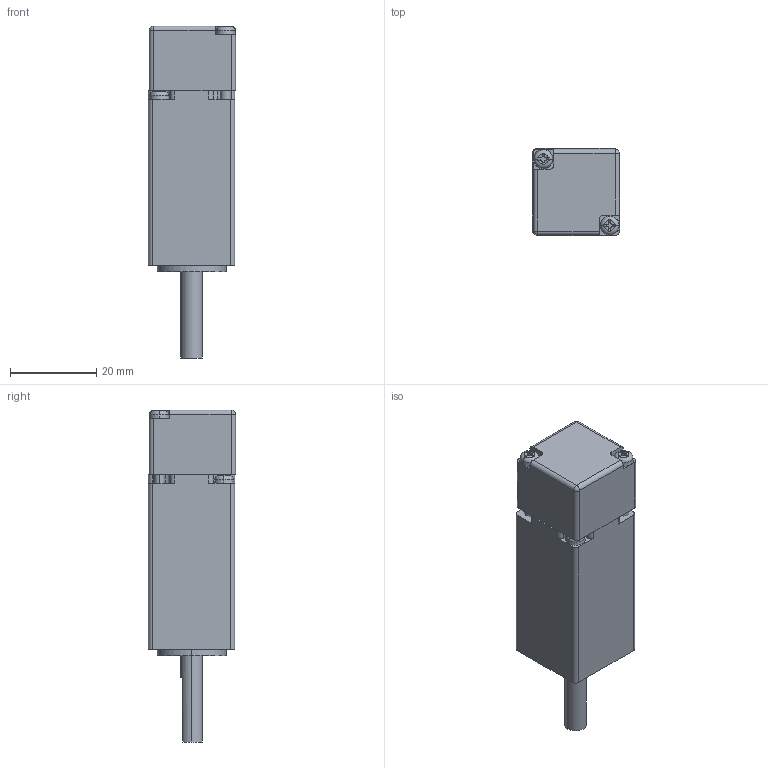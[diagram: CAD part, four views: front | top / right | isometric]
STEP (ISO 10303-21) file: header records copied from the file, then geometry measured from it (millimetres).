
FILE_DESCRIPTION (( 'STEP AP214' ), '1' );
FILE_NAME ('20HS40ES.STEP', '2023-12-12T05:44:24', ( '' ), ( '' ), 'SwSTEP 2.0', 'SolidWorks 2021', '' );
FILE_SCHEMA (( 'AUTOMOTIVE_DESIGN' ));
Length unit declared in the file: millimetre
Products named in the file (5): cross recessed cheese head screws gb_GB_CROSS_SCREWS_TYPE2 M2.5X25-25  H type-N; 20敕遠綴裔; 20HS40ES-YL; 20HS40ES; cross recessed cheese head screws gb_GB_CROSS_SCREWS_TYPE2 M2.5X3-3  H type-N
Assembly tree (6 placements, depth 2):
  20HS40ES
    20HS40ES-YL
    20敕遠綴裔
    cross recessed cheese head screws gb_GB_CROSS_SCREWS_TYPE2 M2.5X3-3  H type-N  x2
    cross recessed cheese head screws gb_GB_CROSS_SCREWS_TYPE2 M2.5X25-25  H type-N  x2
Bounding box: 20.2 x 20.2 x 77 mm (x, y, z)
Volume: 22737.6 mm3; surface area: 7278.1 mm2
Topology: 6 solids, 6 shells, 252 faces, 622 edges, 406 vertices
Faces by surface type: plane 134, cylinder 92, torus 16, cone 8, sphere 2
Entity records: 5844 total; most frequent: CARTESIAN_POINT 1045, DIRECTION 1020, ORIENTED_EDGE 920, EDGE_CURVE 460, AXIS2_PLACEMENT_3D 389, VERTEX_POINT 302, LINE 242, VECTOR 242
